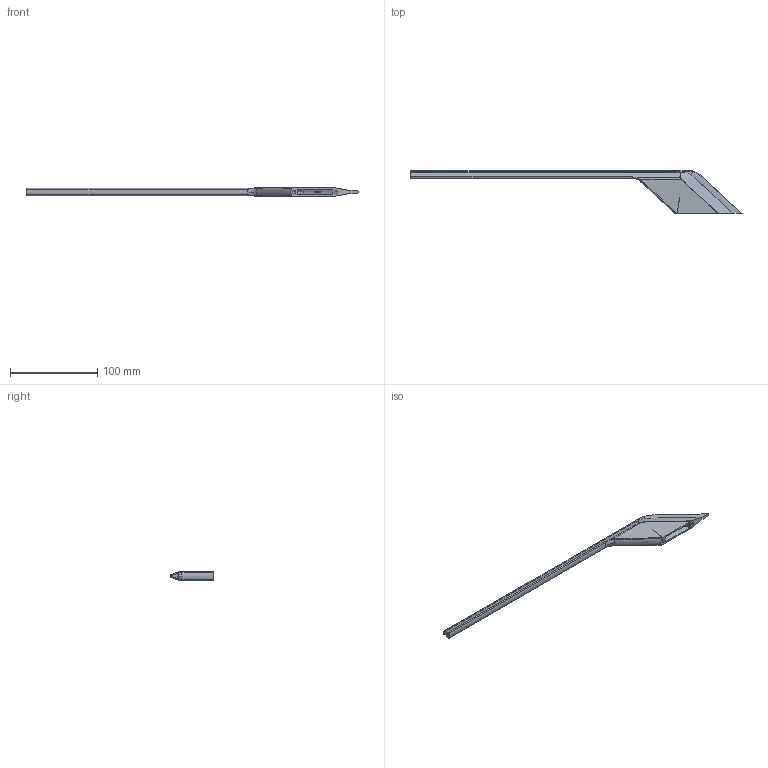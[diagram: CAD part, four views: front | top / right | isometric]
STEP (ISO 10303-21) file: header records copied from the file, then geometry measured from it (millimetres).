
FILE_DESCRIPTION(('Creo Elements/Direct Modeling STEP Export'),'2;1');
FILE_NAME('2299-380.stp','2020-12-10T11:22:46',(''),(''),'Creo Elements/Direct Modeling STEP processor for AP214 (Solid Model)','Creo Elements/Direct Modeling 20.0 12-Nov-2016 (C) Parametric Technology GmbH','');
FILE_SCHEMA(('AUTOMOTIVE_DESIGN { 1 0 10303 214 1 1 1 1 }'));
Length unit declared in the file: millimetre
Products named in the file (2): ZN-9014
Assembly tree (1 placements, depth 2):
  ZN-9014
    ZN-9014
Bounding box: 380 x 49.13 x 10 mm (x, y, z)
Volume: 35338.8 mm3; surface area: 19317.1 mm2
Topology: 1 solids, 1 shells, 126 faces, 300 edges, 166 vertices
Faces by surface type: bspline 48, cylinder 38, plane 16, sphere 11, extrusion 6, cone 6, torus 1
Entity records: 9410 total; most frequent: CARTESIAN_POINT 7047, ORIENTED_EDGE 570, DIRECTION 331, EDGE_CURVE 285, VERTEX_POINT 166, EDGE_LOOP 131, FACE_OUTER_BOUND 126, ADVANCED_FACE 126
